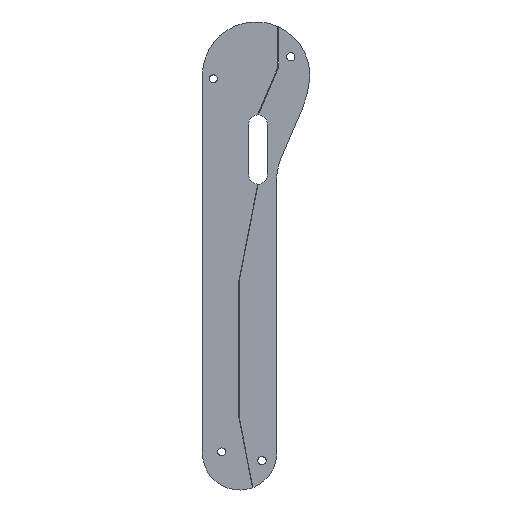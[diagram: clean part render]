
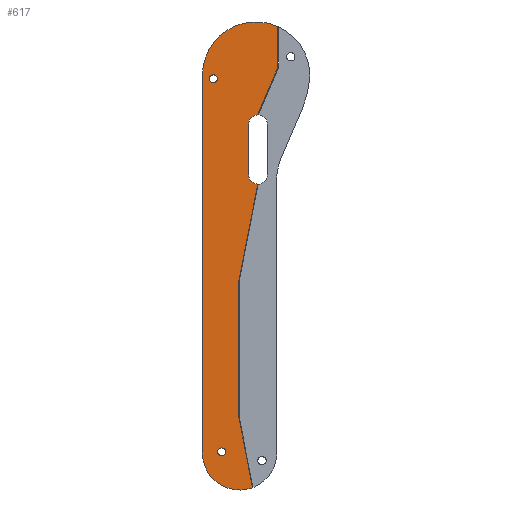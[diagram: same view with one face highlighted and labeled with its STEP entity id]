
A CAD part, left-side view. The second image highlights one B-rep face of the part: STEP entity #617.
In plain terms, the highlighted planar face has unit normal (-1, 0, 0).
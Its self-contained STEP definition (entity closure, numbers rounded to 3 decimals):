
#24=FACE_BOUND('',#128,.T.);
#25=FACE_BOUND('',#129,.T.);
#55=PLANE('',#690);
#88=FACE_OUTER_BOUND('',#127,.T.);
#127=EDGE_LOOP('',(#568,#569,#570,#571,#572,#573,#574,#575,#576,#577,#578));
#128=EDGE_LOOP('',(#579));
#129=EDGE_LOOP('',(#580));
#170=LINE('',#1022,#227);
#173=LINE('',#1027,#230);
#175=LINE('',#1031,#232);
#177=LINE('',#1036,#234);
#180=LINE('',#1041,#237);
#184=LINE('',#1055,#241);
#186=LINE('',#1061,#243);
#227=VECTOR('',#819,10.);
#230=VECTOR('',#824,10.);
#232=VECTOR('',#828,10.);
#234=VECTOR('',#832,10.);
#237=VECTOR('',#837,10.);
#241=VECTOR('',#855,10.);
#243=VECTOR('',#863,10.);
#263=CIRCLE('',#670,1.1);
#265=CIRCLE('',#674,1.1);
#266=CIRCLE('',#681,10.3);
#267=CIRCLE('',#683,2.6);
#268=CIRCLE('',#685,2.6);
#269=CIRCLE('',#688,14.863);
#312=VERTEX_POINT('',#1007);
#314=VERTEX_POINT('',#1015);
#315=VERTEX_POINT('',#1019);
#316=VERTEX_POINT('',#1021);
#317=VERTEX_POINT('',#1025);
#318=VERTEX_POINT('',#1029);
#319=VERTEX_POINT('',#1033);
#320=VERTEX_POINT('',#1035);
#321=VERTEX_POINT('',#1039);
#322=VERTEX_POINT('',#1043);
#323=VERTEX_POINT('',#1047);
#324=VERTEX_POINT('',#1051);
#325=VERTEX_POINT('',#1057);
#383=EDGE_CURVE('',#312,#312,#263,.T.);
#387=EDGE_CURVE('',#314,#314,#265,.T.);
#390=EDGE_CURVE('',#315,#316,#170,.F.);
#393=EDGE_CURVE('',#317,#315,#173,.F.);
#395=EDGE_CURVE('',#318,#317,#175,.F.);
#397=EDGE_CURVE('',#319,#320,#177,.F.);
#400=EDGE_CURVE('',#321,#319,#180,.F.);
#401=EDGE_CURVE('',#316,#322,#266,.T.);
#403=EDGE_CURVE('',#320,#323,#267,.T.);
#406=EDGE_CURVE('',#324,#318,#268,.T.);
#407=EDGE_CURVE('',#323,#324,#184,.T.);
#409=EDGE_CURVE('',#325,#321,#269,.T.);
#410=EDGE_CURVE('',#322,#325,#186,.T.);
#568=ORIENTED_EDGE('',*,*,#390,.F.);
#569=ORIENTED_EDGE('',*,*,#393,.F.);
#570=ORIENTED_EDGE('',*,*,#395,.F.);
#571=ORIENTED_EDGE('',*,*,#406,.F.);
#572=ORIENTED_EDGE('',*,*,#407,.F.);
#573=ORIENTED_EDGE('',*,*,#403,.F.);
#574=ORIENTED_EDGE('',*,*,#397,.F.);
#575=ORIENTED_EDGE('',*,*,#400,.F.);
#576=ORIENTED_EDGE('',*,*,#409,.F.);
#577=ORIENTED_EDGE('',*,*,#410,.F.);
#578=ORIENTED_EDGE('',*,*,#401,.F.);
#579=ORIENTED_EDGE('',*,*,#387,.F.);
#580=ORIENTED_EDGE('',*,*,#383,.F.);
#617=ADVANCED_FACE('',(#88,#24,#25),#55,.T.);
#670=AXIS2_PLACEMENT_3D('',#1008,#803,#804);
#674=AXIS2_PLACEMENT_3D('',#1016,#813,#814);
#681=AXIS2_PLACEMENT_3D('',#1044,#840,#841);
#683=AXIS2_PLACEMENT_3D('',#1048,#845,#846);
#685=AXIS2_PLACEMENT_3D('',#1053,#851,#852);
#688=AXIS2_PLACEMENT_3D('',#1059,#859,#860);
#690=AXIS2_PLACEMENT_3D('',#1062,#864,#865);
#803=DIRECTION('center_axis',(-1.,0.,0.));
#804=DIRECTION('ref_axis',(0.,0.,1.));
#813=DIRECTION('center_axis',(-1.,0.,0.));
#814=DIRECTION('ref_axis',(0.,0.,1.));
#819=DIRECTION('',(0.,0.191,0.982));
#824=DIRECTION('',(0.,0.,1.));
#828=DIRECTION('',(0.,-0.191,0.982));
#832=DIRECTION('',(0.,-0.389,0.921));
#837=DIRECTION('',(0.,0.,1.));
#840=DIRECTION('center_axis',(1.,0.,0.));
#841=DIRECTION('ref_axis',(0.,1.,0.));
#845=DIRECTION('center_axis',(-1.,0.,0.));
#846=DIRECTION('ref_axis',(0.,0.,1.));
#851=DIRECTION('center_axis',(-1.,0.,0.));
#852=DIRECTION('ref_axis',(0.,1.,0.));
#855=DIRECTION('',(0.,0.,-1.));
#859=DIRECTION('center_axis',(1.,0.,0.));
#860=DIRECTION('ref_axis',(0.,-0.996,-0.087));
#863=DIRECTION('',(0.,0.,1.));
#864=DIRECTION('center_axis',(-1.,0.,0.));
#865=DIRECTION('ref_axis',(0.,0.,1.));
#1007=CARTESIAN_POINT('',(43.15,10.054,69.23));
#1008=CARTESIAN_POINT('Origin',(43.15,10.054,70.33));
#1015=CARTESIAN_POINT('',(43.15,7.801,-34.104));
#1016=CARTESIAN_POINT('Origin',(43.15,7.801,-33.004));
#1019=CARTESIAN_POINT('',(43.15,2.989,-23.53));
#1021=CARTESIAN_POINT('',(43.15,-0.777,-42.909));
#1022=CARTESIAN_POINT('',(43.15,5.296,-11.666));
#1025=CARTESIAN_POINT('',(43.15,2.989,14.445));
#1027=CARTESIAN_POINT('',(43.15,2.989,-1.125));
#1029=CARTESIAN_POINT('',(43.15,-2.202,41.152));
#1031=CARTESIAN_POINT('',(43.15,2.342,17.775));
#1033=CARTESIAN_POINT('',(43.15,-7.802,73.637));
#1035=CARTESIAN_POINT('',(43.15,-2.194,60.348));
#1036=CARTESIAN_POINT('',(43.15,5.165,42.909));
#1039=CARTESIAN_POINT('',(43.15,-7.802,84.83));
#1041=CARTESIAN_POINT('',(43.15,-7.802,47.459));
#1043=CARTESIAN_POINT('',(43.15,13.1,-33.25));
#1044=CARTESIAN_POINT('Origin',(43.15,2.8,-33.25));
#1047=CARTESIAN_POINT('',(43.15,0.297,57.75));
#1048=CARTESIAN_POINT('Origin',(43.15,-2.303,57.75));
#1051=CARTESIAN_POINT('',(43.15,0.297,43.75));
#1053=CARTESIAN_POINT('Origin',(43.15,-2.303,43.75));
#1055=CARTESIAN_POINT('',(43.15,0.297,39.516));
#1057=CARTESIAN_POINT('',(43.15,13.1,71.25));
#1059=CARTESIAN_POINT('Origin',(43.15,-1.763,71.25));
#1061=CARTESIAN_POINT('',(43.15,13.1,-5.984));
#1062=CARTESIAN_POINT('Origin',(43.15,2.599,21.281));
